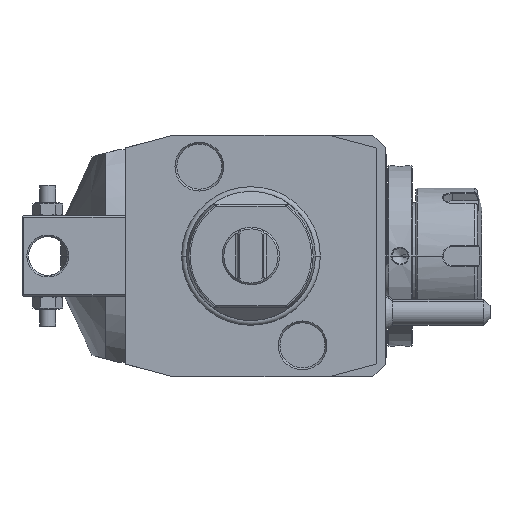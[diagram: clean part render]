
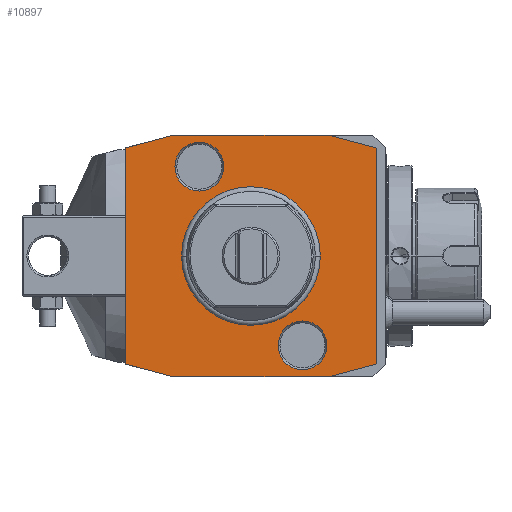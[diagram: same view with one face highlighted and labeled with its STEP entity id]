
A CAD part, front view. The second image highlights one B-rep face of the part: STEP entity #10897.
In plain terms, the highlighted planar face has unit normal (0, -1, 0).
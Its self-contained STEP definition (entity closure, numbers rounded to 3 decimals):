
#1=DIRECTION('',(0.966,0.,-0.259));
#2=VECTOR('',#1,15.529);
#3=CARTESIAN_POINT('',(-39.,0.,-33.481));
#4=LINE('',#3,#2);
#5=DIRECTION('',(0.,0.,-1.));
#6=VECTOR('',#5,66.962);
#7=CARTESIAN_POINT('',(-39.,0.,33.481));
#8=LINE('',#7,#6);
#9=DIRECTION('',(-0.966,0.,-0.259));
#10=VECTOR('',#9,15.529);
#11=CARTESIAN_POINT('',(-24.,0.,37.5));
#12=LINE('',#11,#10);
#13=DIRECTION('',(-1.,0.,0.));
#14=VECTOR('',#13,48.);
#15=CARTESIAN_POINT('',(24.,0.,37.5));
#16=LINE('',#15,#14);
#17=DIRECTION('',(-0.966,0.,0.259));
#18=VECTOR('',#17,15.529);
#19=CARTESIAN_POINT('',(39.,0.,33.481));
#20=LINE('',#19,#18);
#21=DIRECTION('',(0.,0.,1.));
#22=VECTOR('',#21,66.962);
#23=CARTESIAN_POINT('',(39.,0.,-33.481));
#24=LINE('',#23,#22);
#25=DIRECTION('',(0.966,0.,0.259));
#26=VECTOR('',#25,15.529);
#27=CARTESIAN_POINT('',(24.,0.,-37.5));
#28=LINE('',#27,#26);
#29=DIRECTION('',(1.,0.,0.));
#30=VECTOR('',#29,48.);
#31=CARTESIAN_POINT('',(-24.,0.,-37.5));
#32=LINE('',#31,#30);
#33=CARTESIAN_POINT('',(-16.,0.,27.713));
#34=DIRECTION('',(0.,1.,0.));
#35=DIRECTION('',(-1.,0.,0.));
#36=AXIS2_PLACEMENT_3D('',#33,#34,#35);
#38=CARTESIAN_POINT('',(-16.,0.,27.713));
#39=DIRECTION('',(0.,1.,0.));
#40=DIRECTION('',(1.,0.,0.));
#41=AXIS2_PLACEMENT_3D('',#38,#39,#40);
#43=CARTESIAN_POINT('',(16.,0.,-27.713));
#44=DIRECTION('',(0.,1.,0.));
#45=DIRECTION('',(-1.,0.,0.));
#46=AXIS2_PLACEMENT_3D('',#43,#44,#45);
#48=CARTESIAN_POINT('',(16.,0.,-27.713));
#49=DIRECTION('',(0.,1.,0.));
#50=DIRECTION('',(1.,0.,0.));
#51=AXIS2_PLACEMENT_3D('',#48,#49,#50);
#7229=CARTESIAN_POINT('',(0.,0.,0.));
#7230=DIRECTION('',(0.,-1.,0.));
#7231=DIRECTION('',(1.,0.,0.));
#7232=AXIS2_PLACEMENT_3D('',#7229,#7230,#7231);
#7234=CARTESIAN_POINT('',(0.,0.,0.));
#7235=DIRECTION('',(0.,-1.,0.));
#7236=DIRECTION('',(-1.,0.,0.));
#7237=AXIS2_PLACEMENT_3D('',#7234,#7235,#7236);
#9763=CARTESIAN_POINT('',(-23.577,0.,
27.713));
#9764=CARTESIAN_POINT('',(-8.423,0.,
27.713));
#9765=VERTEX_POINT('',#9763);
#9766=VERTEX_POINT('',#9764);
#9895=CARTESIAN_POINT('',(8.423,0.,-27.713));
#9896=CARTESIAN_POINT('',(23.577,0.,-27.713));
#9897=VERTEX_POINT('',#9895);
#9898=VERTEX_POINT('',#9896);
#10704=CARTESIAN_POINT('',(-39.,0.,-33.481));
#10705=CARTESIAN_POINT('',(-24.,0.,-37.5));
#10706=VERTEX_POINT('',#10704);
#10707=VERTEX_POINT('',#10705);
#10708=CARTESIAN_POINT('',(24.,0.,-37.5));
#10709=VERTEX_POINT('',#10708);
#10710=CARTESIAN_POINT('',(39.,0.,-33.481));
#10711=VERTEX_POINT('',#10710);
#10712=CARTESIAN_POINT('',(39.,0.,33.481));
#10713=VERTEX_POINT('',#10712);
#10714=CARTESIAN_POINT('',(24.,0.,37.5));
#10715=VERTEX_POINT('',#10714);
#10716=CARTESIAN_POINT('',(-24.,0.,37.5));
#10717=VERTEX_POINT('',#10716);
#10718=CARTESIAN_POINT('',(-39.,0.,33.481));
#10719=VERTEX_POINT('',#10718);
#10732=CARTESIAN_POINT('',(21.137,0.,0.));
#10733=CARTESIAN_POINT('',(-21.137,0.,0.));
#10734=VERTEX_POINT('',#10732);
#10735=VERTEX_POINT('',#10733);
#10856=CARTESIAN_POINT('',(0.,0.,0.));
#10857=DIRECTION('',(0.,-1.,0.));
#10858=DIRECTION('',(-1.,0.,0.));
#10859=AXIS2_PLACEMENT_3D('',#10856,#10857,#10858);
#10860=PLANE('',#10859);
#10862=ORIENTED_EDGE('',*,*,#10861,.F.);
#10864=ORIENTED_EDGE('',*,*,#10863,.F.);
#10866=ORIENTED_EDGE('',*,*,#10865,.F.);
#10868=ORIENTED_EDGE('',*,*,#10867,.F.);
#10870=ORIENTED_EDGE('',*,*,#10869,.F.);
#10872=ORIENTED_EDGE('',*,*,#10871,.F.);
#10874=ORIENTED_EDGE('',*,*,#10873,.F.);
#10876=ORIENTED_EDGE('',*,*,#10875,.F.);
#10877=EDGE_LOOP('',(#10862,#10864,#10866,#10868,#10870,#10872,#10874,#10876));
#10878=FACE_OUTER_BOUND('',#10877,.F.);
#10880=ORIENTED_EDGE('',*,*,#10879,.T.);
#10882=ORIENTED_EDGE('',*,*,#10881,.T.);
#10883=EDGE_LOOP('',(#10880,#10882));
#10884=FACE_BOUND('',#10883,.F.);
#10886=ORIENTED_EDGE('',*,*,#10885,.F.);
#10888=ORIENTED_EDGE('',*,*,#10887,.F.);
#10889=EDGE_LOOP('',(#10886,#10888));
#10890=FACE_BOUND('',#10889,.F.);
#10892=ORIENTED_EDGE('',*,*,#10891,.F.);
#10894=ORIENTED_EDGE('',*,*,#10893,.F.);
#10895=EDGE_LOOP('',(#10892,#10894));
#10896=FACE_BOUND('',#10895,.F.);
#37=CIRCLE('',#36,7.577);
#42=CIRCLE('',#41,7.577);
#47=CIRCLE('',#46,7.577);
#52=CIRCLE('',#51,7.577);
#7233=CIRCLE('',#7232,21.137);
#7238=CIRCLE('',#7237,21.137);
#10861=EDGE_CURVE('',#10706,#10707,#4,.T.);
#10863=EDGE_CURVE('',#10719,#10706,#8,.T.);
#10865=EDGE_CURVE('',#10717,#10719,#12,.T.);
#10867=EDGE_CURVE('',#10715,#10717,#16,.T.);
#10869=EDGE_CURVE('',#10713,#10715,#20,.T.);
#10871=EDGE_CURVE('',#10711,#10713,#24,.T.);
#10873=EDGE_CURVE('',#10709,#10711,#28,.T.);
#10875=EDGE_CURVE('',#10707,#10709,#32,.T.);
#10879=EDGE_CURVE('',#10734,#10735,#7233,.T.);
#10881=EDGE_CURVE('',#10735,#10734,#7238,.T.);
#10885=EDGE_CURVE('',#9765,#9766,#37,.T.);
#10887=EDGE_CURVE('',#9766,#9765,#42,.T.);
#10891=EDGE_CURVE('',#9897,#9898,#47,.T.);
#10893=EDGE_CURVE('',#9898,#9897,#52,.T.);
#10897=ADVANCED_FACE('',(#10878,#10884,#10890,#10896),#10860,.T.);
